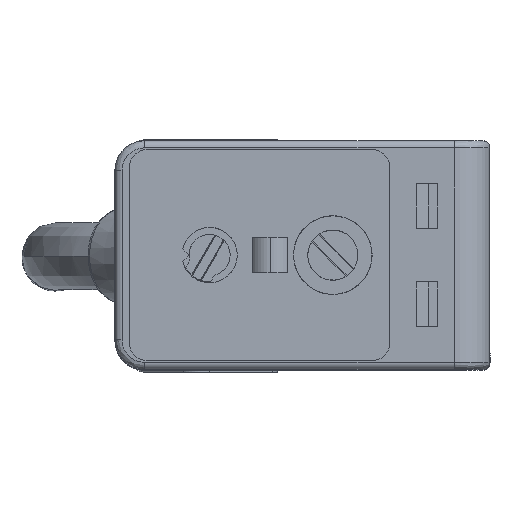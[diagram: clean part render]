
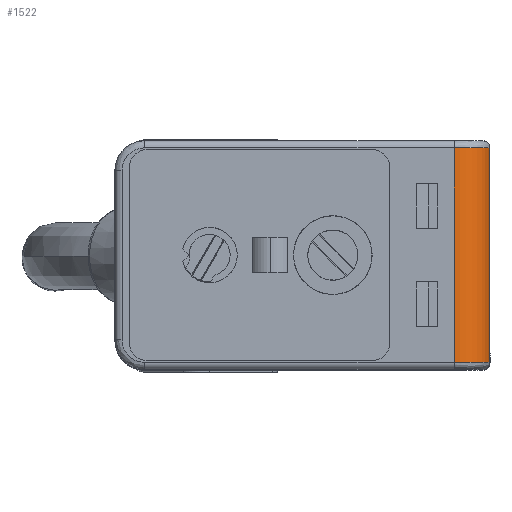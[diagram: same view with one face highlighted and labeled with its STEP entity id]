
A CAD part, top view. The second image highlights one B-rep face of the part: STEP entity #1522.
In plain terms, the highlighted cylindrical face has radius 2 mm (diameter 4 mm), a partial arc.
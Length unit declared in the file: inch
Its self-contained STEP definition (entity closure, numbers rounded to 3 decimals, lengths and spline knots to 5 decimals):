
#160 = ORIENTED_EDGE ( 'NONE', *, *, #10222, .T. ) ;
#496 = DIRECTION ( 'NONE',  ( 1., 0., 0. ) ) ;
#1152 = VECTOR ( 'NONE', #3803, 39.37008 ) ;
#1431 = CARTESIAN_POINT ( 'NONE',  ( 0., -0.23622, 1.14961 ) ) ;
#1458 = CARTESIAN_POINT ( 'NONE',  ( -0.07874, -0.07874, 1.14961 ) ) ;
#1522 = ADVANCED_FACE ( 'NONE', ( #9229 ), #7315, .T. ) ;
#1745 = CARTESIAN_POINT ( 'NONE',  ( -0.07874, -0.07874, 1.22835 ) ) ;
#1822 = DIRECTION ( 'NONE',  ( 0., 1., 0. ) ) ;
#2502 = DIRECTION ( 'NONE',  ( 0., -1., 0. ) ) ;
#2626 = DIRECTION ( 'NONE',  ( 0., 1., 0. ) ) ;
#3382 = EDGE_CURVE ( 'NONE', #5195, #3902, #10060, .T. ) ;
#3803 = DIRECTION ( 'NONE',  ( 0., -1., 0. ) ) ;
#3828 = CARTESIAN_POINT ( 'NONE',  ( 0., -0.07874, 1.14961 ) ) ;
#3902 = VERTEX_POINT ( 'NONE', #1431 ) ;
#4175 = LINE ( 'NONE', #3828, #8870 ) ;
#4625 = DIRECTION ( 'NONE',  ( 1., 0., 0. ) ) ;
#4826 = CARTESIAN_POINT ( 'NONE',  ( -0.07874, 0.23622, 1.22835 ) ) ;
#4943 = DIRECTION ( 'NONE',  ( 1., 0., 0. ) ) ;
#5195 = VERTEX_POINT ( 'NONE', #9442 ) ;
#5246 = ORIENTED_EDGE ( 'NONE', *, *, #3382, .T. ) ;
#5695 = VERTEX_POINT ( 'NONE', #4826 ) ;
#5787 = VERTEX_POINT ( 'NONE', #11263 ) ;
#7315 = CYLINDRICAL_SURFACE ( 'NONE', #13102, 0.07874 ) ;
#8073 = EDGE_CURVE ( 'NONE', #5695, #5787, #12130, .T. ) ;
#8779 = ORIENTED_EDGE ( 'NONE', *, *, #8073, .F. ) ;
#8870 = VECTOR ( 'NONE', #1822, 39.37008 ) ;
#9080 = LINE ( 'NONE', #1745, #1152 ) ;
#9229 = FACE_OUTER_BOUND ( 'NONE', #12302, .T. ) ;
#9442 = CARTESIAN_POINT ( 'NONE',  ( -0.07874, -0.23622, 1.22835 ) ) ;
#10060 = CIRCLE ( 'NONE', #11947, 0.07874 ) ;
#10222 = EDGE_CURVE ( 'NONE', #3902, #5787, #4175, .T. ) ;
#11209 = EDGE_CURVE ( 'NONE', #5695, #5195, #9080, .T. ) ;
#11263 = CARTESIAN_POINT ( 'NONE',  ( 0., 0.23622, 1.14961 ) ) ;
#11413 = ORIENTED_EDGE ( 'NONE', *, *, #11209, .T. ) ;
#11656 = AXIS2_PLACEMENT_3D ( 'NONE', #13354, #13216, #4943 ) ;
#11916 = CARTESIAN_POINT ( 'NONE',  ( -0.07874, -0.23622, 1.14961 ) ) ;
#11947 = AXIS2_PLACEMENT_3D ( 'NONE', #11916, #2626, #4625 ) ;
#12130 = CIRCLE ( 'NONE', #11656, 0.07874 ) ;
#12302 = EDGE_LOOP ( 'NONE', ( #11413, #5246, #160, #8779 ) ) ;
#13102 = AXIS2_PLACEMENT_3D ( 'NONE', #1458, #2502, #496 ) ;
#13216 = DIRECTION ( 'NONE',  ( 0., 1., 0. ) ) ;
#13354 = CARTESIAN_POINT ( 'NONE',  ( -0.07874, 0.23622, 1.14961 ) ) ;
